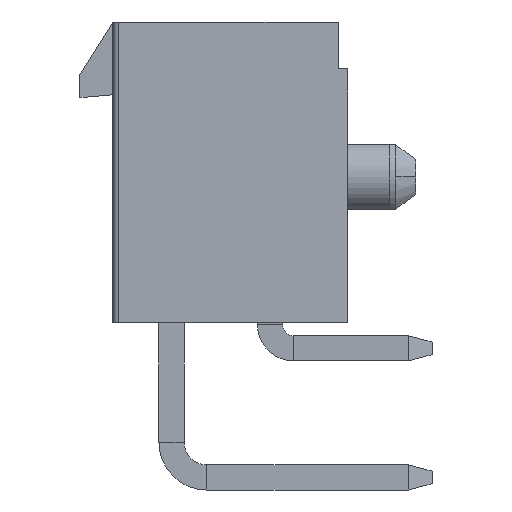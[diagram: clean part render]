
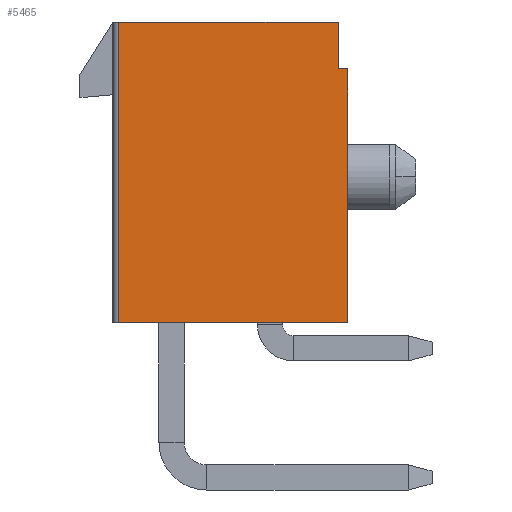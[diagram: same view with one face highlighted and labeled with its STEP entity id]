
A CAD part, left-side view. The second image highlights one B-rep face of the part: STEP entity #5465.
In plain terms, the highlighted planar face has unit normal (-1, 0, 0).
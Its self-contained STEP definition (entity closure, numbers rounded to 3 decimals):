
#53 = ORIENTED_EDGE ( 'NONE', *, *, #1423, .F. ) ;
#55 = VECTOR ( 'NONE', #2623, 1000. ) ;
#304 = CARTESIAN_POINT ( 'NONE',  ( -4.8, 0.4, 6.6 ) ) ;
#544 = LINE ( 'NONE', #6266, #55 ) ;
#597 = CARTESIAN_POINT ( 'NONE',  ( -4.8, 0.4, 4.6 ) ) ;
#703 = CARTESIAN_POINT ( 'NONE',  ( -4.8, 0., -6.2 ) ) ;
#911 = CARTESIAN_POINT ( 'NONE',  ( -4.8, 9.75, 6.6 ) ) ;
#967 = VECTOR ( 'NONE', #6653, 1000. ) ;
#1143 = ORIENTED_EDGE ( 'NONE', *, *, #5632, .T. ) ;
#1185 = EDGE_LOOP ( 'NONE', ( #1143, #2834, #53, #3552, #2390, #4454 ) ) ;
#1249 = EDGE_CURVE ( 'NONE', #4934, #1884, #2432, .T. ) ;
#1423 = EDGE_CURVE ( 'NONE', #4934, #6627, #5216, .T. ) ;
#1536 = CARTESIAN_POINT ( 'NONE',  ( -4.8, 0., 0. ) ) ;
#1552 = CARTESIAN_POINT ( 'NONE',  ( -4.8, 10., -6.2 ) ) ;
#1643 = EDGE_CURVE ( 'NONE', #5258, #1884, #5172, .T. ) ;
#1764 = DIRECTION ( 'NONE',  ( 0., 0., -1. ) ) ;
#1793 = LINE ( 'NONE', #6536, #3987 ) ;
#1807 = VERTEX_POINT ( 'NONE', #597 ) ;
#1850 = VECTOR ( 'NONE', #5890, 1000. ) ;
#1884 = VERTEX_POINT ( 'NONE', #2665 ) ;
#2390 = ORIENTED_EDGE ( 'NONE', *, *, #1643, .F. ) ;
#2432 = LINE ( 'NONE', #4522, #967 ) ;
#2623 = DIRECTION ( 'NONE',  ( 0., 1., 0. ) ) ;
#2665 = CARTESIAN_POINT ( 'NONE',  ( -4.8, 9.75, -6.2 ) ) ;
#2834 = ORIENTED_EDGE ( 'NONE', *, *, #2971, .T. ) ;
#2971 = EDGE_CURVE ( 'NONE', #1807, #6627, #6573, .T. ) ;
#3436 = VECTOR ( 'NONE', #6143, 1000. ) ;
#3552 = ORIENTED_EDGE ( 'NONE', *, *, #1249, .T. ) ;
#3742 = CARTESIAN_POINT ( 'NONE',  ( -4.8, 0., 4.6 ) ) ;
#3812 = CARTESIAN_POINT ( 'NONE',  ( -4.8, 0.4, 6.6 ) ) ;
#3987 = VECTOR ( 'NONE', #1764, 1000. ) ;
#4034 = DIRECTION ( 'NONE',  ( 0., 0., -1. ) ) ;
#4122 = CARTESIAN_POINT ( 'NONE',  ( -4.8, 10., 6.6 ) ) ;
#4134 = DIRECTION ( 'NONE',  ( 1., 0., 0. ) ) ;
#4454 = ORIENTED_EDGE ( 'NONE', *, *, #4828, .F. ) ;
#4522 = CARTESIAN_POINT ( 'NONE',  ( -4.8, 9.75, 0. ) ) ;
#4828 = EDGE_CURVE ( 'NONE', #6558, #5258, #1793, .T. ) ;
#4918 = VECTOR ( 'NONE', #4995, 1000. ) ;
#4934 = VERTEX_POINT ( 'NONE', #911 ) ;
#4995 = DIRECTION ( 'NONE',  ( 0., -1., 0. ) ) ;
#5089 = PLANE ( 'NONE',  #5529 ) ;
#5172 = LINE ( 'NONE', #1552, #3436 ) ;
#5216 = LINE ( 'NONE', #4122, #4918 ) ;
#5258 = VERTEX_POINT ( 'NONE', #703 ) ;
#5465 = ADVANCED_FACE ( 'NONE', ( #6126 ), #5089, .F. ) ;
#5529 = AXIS2_PLACEMENT_3D ( 'NONE', #1536, #4134, #4034 ) ;
#5632 = EDGE_CURVE ( 'NONE', #6558, #1807, #544, .T. ) ;
#5890 = DIRECTION ( 'NONE',  ( 0., 0., 1. ) ) ;
#6126 = FACE_OUTER_BOUND ( 'NONE', #1185, .T. ) ;
#6143 = DIRECTION ( 'NONE',  ( 0., 1., 0. ) ) ;
#6266 = CARTESIAN_POINT ( 'NONE',  ( -4.8, 0.4, 4.6 ) ) ;
#6536 = CARTESIAN_POINT ( 'NONE',  ( -4.8, 0., 6.6 ) ) ;
#6558 = VERTEX_POINT ( 'NONE', #3742 ) ;
#6573 = LINE ( 'NONE', #3812, #1850 ) ;
#6627 = VERTEX_POINT ( 'NONE', #304 ) ;
#6653 = DIRECTION ( 'NONE',  ( 0., 0., -1. ) ) ;
